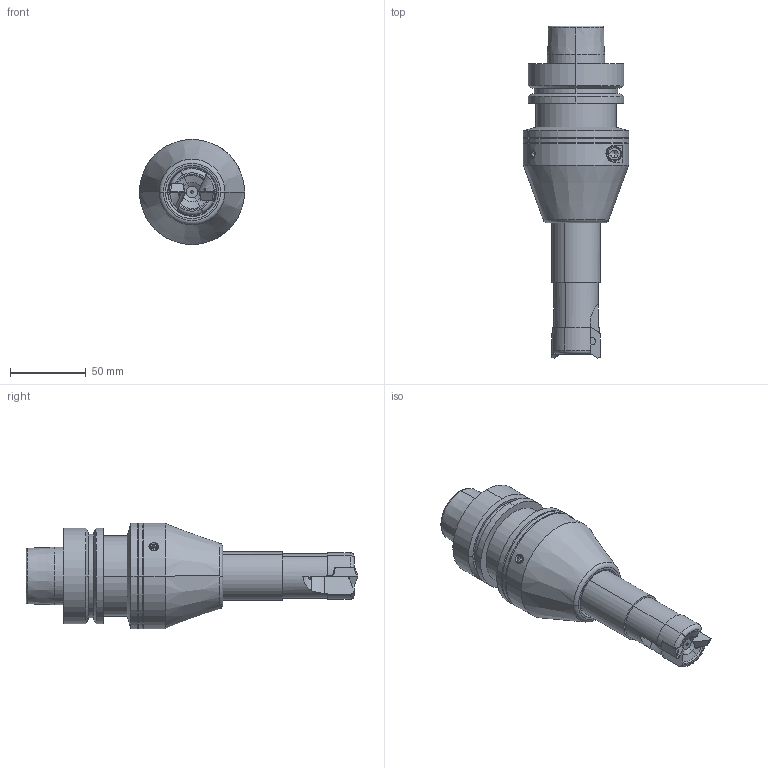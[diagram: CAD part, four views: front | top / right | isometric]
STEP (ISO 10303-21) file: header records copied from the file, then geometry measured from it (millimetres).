
FILE_DESCRIPTION(/* description */ ('Alibre Inc.'),/* implementation_level */ '2;1');
FILE_NAME(/* name */ 'export-567891C5-3F37-4A47-8D40-7905BE4B19A4',/* time_stamp */ '2024-08-16T13:11:58+02:00',/* author */ (''),/* organization */ (''),/* preprocessor_version */ 'ST-DEVELOPER v17',/* originating_system */ 'Alibre',/* authorisation */ '');
FILE_SCHEMA (('AUTOMOTIVE_DESIGN'));
Length unit declared in the file: millimetre
Products named in the file (4): Part1; TE90XEV 232-32-16; XEVT 160508R-AL
Bounding box: 69.5 x 219.48 x 69.5 mm (x, y, z)
Volume: 356693.5 mm3; surface area: 66913.9 mm2
Topology: 4 solids, 6 shells, 269 faces, 673 edges, 420 vertices
Faces by surface type: cylinder 84, plane 71, cone 64, torus 32, bspline 18
Entity records: 9921 total; most frequent: CARTESIAN_POINT 4253, ORIENTED_EDGE 1242, DIRECTION 1016, EDGE_CURVE 621, AXIS2_PLACEMENT_3D 438, VERTEX_POINT 396, EDGE_LOOP 287, FACE_BOUND 287
